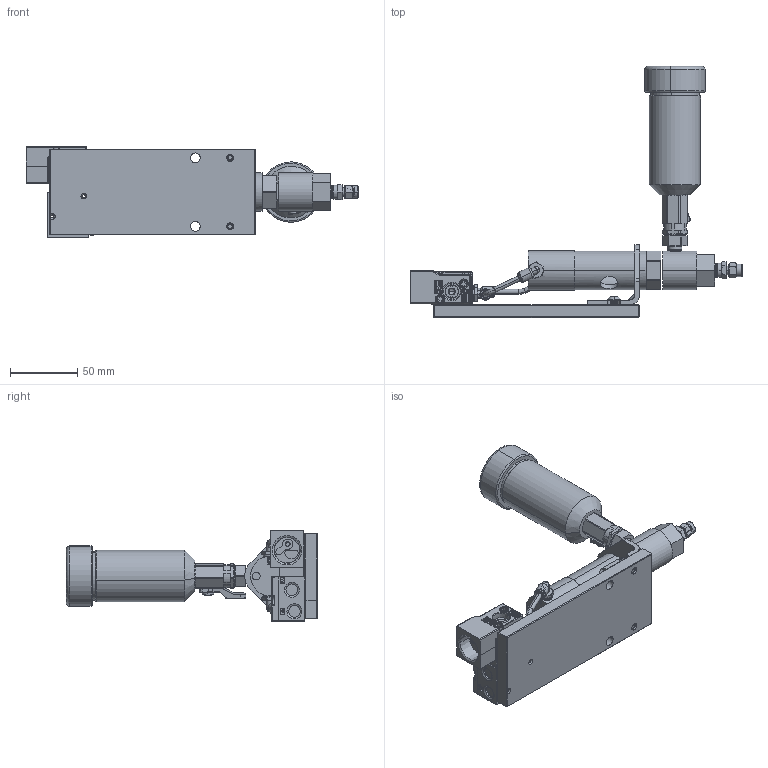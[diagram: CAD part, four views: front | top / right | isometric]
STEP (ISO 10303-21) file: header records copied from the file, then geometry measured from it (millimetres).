
FILE_DESCRIPTION((''),'2;1');
FILE_NAME('ES-1157-C_ASM','2021-09-21T08:37:26',('laszl'),(''),'CREO PARAMETRIC BY PTC INC, 2020053','CREO PARAMETRIC BY PTC INC, 2020053','');
FILE_SCHEMA(('CONFIG_CONTROL_DESIGN'));
Length unit declared in the file: inch
Products named in the file (32): RECTANGLE_BASE; BENT_BRACET; BLACK_ROD; LEGRIS4-5_32; FRONT_PIECE; FRONT_PIECE_SILVER; 1-8_1-8_COUPLING; THREAD_ADAPTER; M5X12_PANHEAD_BOLT; VALVE; SMALL_WHITE_TUBE_BODY; SMALL_WHITE_TUBE_CAP; CARCO_SMALL_WHITE_TUBE_ASM; 70128_SC_; 35002_SC_-3-SOLID1; 35002_SC_-1-SOLID1; 30354_SC_-1-SOLID1; 35002_SC_-2-SOLID1; 30354_SC__ASM; 13290_SC__13206; 23631_SC_; 35022_SC_; DXXV_SC__DXXV-SANS_WIRES; 23630_SC_; DXXV-YZZ_SC__DXXV-1CM_ASM; 31029_SC_; 20261-01_FAKE_; 45A-AA1-DDAA-1CM_1_ASM; 45A-AA1-DDAA-1CM_ASM; LEGRIS4-5_32_STRAIGHT; TUBES; ES-1157-C_ASM
Assembly tree (35 placements, depth 5):
  ES-1157-C_ASM
    RECTANGLE_BASE
    BENT_BRACET
    BLACK_ROD
    LEGRIS4-5_32  x3
    FRONT_PIECE
    FRONT_PIECE_SILVER
    1-8_1-8_COUPLING
    THREAD_ADAPTER
    M5X12_PANHEAD_BOLT  x2
    CARCO_SMALL_WHITE_TUBE_ASM
      VALVE
      SMALL_WHITE_TUBE_BODY
      SMALL_WHITE_TUBE_CAP
    45A-AA1-DDAA-1CM_ASM
      45A-AA1-DDAA-1CM_1_ASM
        70128_SC_
        30354_SC__ASM
          35002_SC_-3-SOLID1
          35002_SC_-1-SOLID1
          30354_SC_-1-SOLID1
          35002_SC_-2-SOLID1
        DXXV-YZZ_SC__DXXV-1CM_ASM
          13290_SC__13206
          23631_SC_
          35022_SC_  x2
          DXXV_SC__DXXV-SANS_WIRES
          23630_SC_
        31029_SC_
        20261-01_FAKE_
    LEGRIS4-5_32_STRAIGHT
    TUBES
Bounding box: 246.07 x 186.21 x 67.4 mm (x, y, z)
Volume: 341842 mm3; surface area: 113423.2 mm2
Topology: 52 solids, 52 shells, 2921 faces, 7322 edges, 4616 vertices
Faces by surface type: plane 1132, cylinder 807, cone 648, bspline 162, torus 78, sphere 53, extrusion 41
Entity records: 101750 total; most frequent: CARTESIAN_POINT 44165, ORIENTED_EDGE 12084, DIRECTION 11608, EDGE_CURVE 6042, AXIS2_PLACEMENT_3D 4280, VERTEX_POINT 3851, VECTOR 3048, LINE 3007
